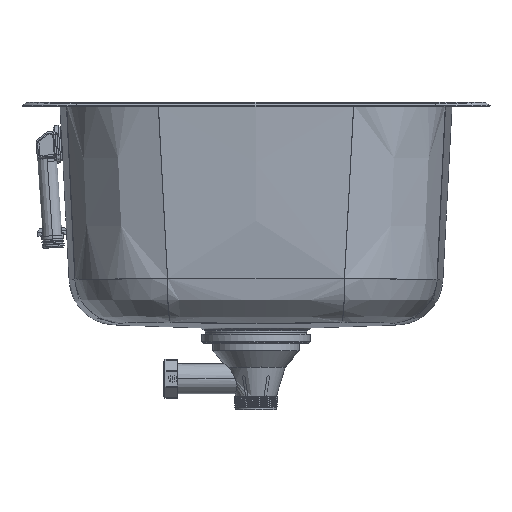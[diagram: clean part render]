
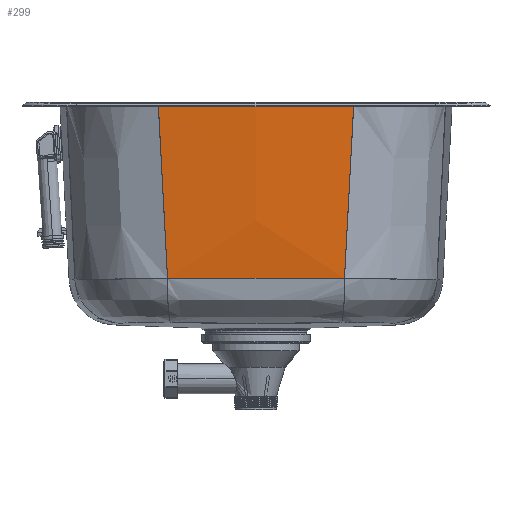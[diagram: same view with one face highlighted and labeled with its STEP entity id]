
A CAD part, left-side view. The second image highlights one B-rep face of the part: STEP entity #299.
In plain terms, the highlighted free-form (B-spline) face has degree [3, 3] with [5, 4] control points.
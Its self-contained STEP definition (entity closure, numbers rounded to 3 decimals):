
#299=ADVANCED_FACE('',(#2522),#33804,.T.);
#2522=FACE_OUTER_BOUND('',#4646,.T.);
#4646=EDGE_LOOP('',(#7123,#7124,#7125,#7126));
#7123=ORIENTED_EDGE('',*,*,#18321,.T.);
#7124=ORIENTED_EDGE('',*,*,#18314,.F.);
#7125=ORIENTED_EDGE('',*,*,#18308,.F.);
#7126=ORIENTED_EDGE('',*,*,#18316,.T.);
#18308=EDGE_CURVE('',#29633,#29634,#26059,.T.);
#18314=EDGE_CURVE('',#29634,#29635,#26063,.T.);
#18316=EDGE_CURVE('',#29633,#29636,#23894,.T.);
#18321=EDGE_CURVE('',#29636,#29635,#26066,.T.);
#23894=(
BOUNDED_CURVE()
B_SPLINE_CURVE(3,(#49591,#49592,#49593,#49594,#49595,#49596,#49597,#49598,
#49599,#49600,#49601,#49602,#49603,#49604,#49605,#49606,#49607,#49608,#49609,
#49610,#49611,#49612,#49613,#49614,#49615),.UNSPECIFIED.,.F.,.F.)
B_SPLINE_CURVE_WITH_KNOTS((4,3,3,3,3,3,3,3,4),(-212.885,-183.942,
-155.785,-129.044,-103.591,-78.03,
-52.499,-26.968,0.),.UNSPECIFIED.)
CURVE()
GEOMETRIC_REPRESENTATION_ITEM()
RATIONAL_B_SPLINE_CURVE((1.,1.05,1.103,1.159,
1.159,1.159,1.159,1.159,1.159,
1.159,1.159,1.159,1.159,1.159,
1.159,1.159,1.159,1.159,1.159,
1.159,1.159,1.159,1.103,1.05,
1.))
REPRESENTATION_ITEM('')
);
#26059=B_SPLINE_CURVE_WITH_KNOTS('',3,(#49478,#49479,#49480,#49481),
 .UNSPECIFIED.,.F.,.F.,(4,4),(0.,189.2),.UNSPECIFIED.);
#26063=B_SPLINE_CURVE_WITH_KNOTS('',3,(#49570,#49571,#49572,#49573,#49574,
#49575,#49576,#49577,#49578,#49579,#49580,#49581,#49582,#49583,#49584,#49585,
#49586,#49587),.UNSPECIFIED.,.F.,.F.,(4,2,2,2,2,2,2,2,4),(0.,48.185,
72.277,96.37,144.555,150.578,156.601,
168.647,192.74),.UNSPECIFIED.);
#26066=B_SPLINE_CURVE_WITH_KNOTS('',3,(#49726,#49727,#49728,#49729),
 .UNSPECIFIED.,.F.,.F.,(4,4),(-189.2,0.),.UNSPECIFIED.);
#29633=VERTEX_POINT('',#47402);
#29634=VERTEX_POINT('',#47403);
#29635=VERTEX_POINT('',#47404);
#29636=VERTEX_POINT('',#47405);
#33804=B_SPLINE_SURFACE_WITH_KNOTS('',3,3,((#44945,#44946,#44947,#44948),
(#44949,#44950,#44951,#44952),(#44953,#44954,#44955,#44956),(#44957,#44958,
#44959,#44960),(#44961,#44962,#44963,#44964)),.UNSPECIFIED.,.F.,.F.,.F.,
(4,1,4),(4,4),(0.,110.801,221.603),(0.,197.129),
 .UNSPECIFIED.);
#44945=CARTESIAN_POINT('',(741.965,14.324,125.85));
#44946=CARTESIAN_POINT('',(745.388,14.661,60.231));
#44947=CARTESIAN_POINT('',(748.811,14.997,-5.388));
#44948=CARTESIAN_POINT('',(752.234,15.334,-71.008));
#44949=CARTESIAN_POINT('',(738.355,51.051,125.85));
#44950=CARTESIAN_POINT('',(741.789,51.276,60.231));
#44951=CARTESIAN_POINT('',(745.224,51.501,-5.388));
#44952=CARTESIAN_POINT('',(748.658,51.726,-71.008));
#44953=CARTESIAN_POINT('',(734.737,124.86,125.85));
#44954=CARTESIAN_POINT('',(738.18,124.86,60.231));
#44955=CARTESIAN_POINT('',(741.624,124.86,-5.388));
#44956=CARTESIAN_POINT('',(745.068,124.86,-71.008));
#44957=CARTESIAN_POINT('',(738.355,198.668,125.85));
#44958=CARTESIAN_POINT('',(741.789,198.444,60.231));
#44959=CARTESIAN_POINT('',(745.224,198.219,-5.388));
#44960=CARTESIAN_POINT('',(748.658,197.994,-71.008));
#44961=CARTESIAN_POINT('',(741.965,235.396,125.85));
#44962=CARTESIAN_POINT('',(745.388,235.059,60.231));
#44963=CARTESIAN_POINT('',(748.811,234.723,-5.388));
#44964=CARTESIAN_POINT('',(752.234,234.386,-71.008));
#47402=CARTESIAN_POINT('',(741.754,18.581,122.065));
#47403=CARTESIAN_POINT('',(750.78,28.614,-66.653));
#47404=CARTESIAN_POINT('',(750.78,221.106,-66.653));
#47405=CARTESIAN_POINT('',(741.754,231.138,122.065));
#49478=CARTESIAN_POINT('',(741.754,18.581,122.065));
#49479=CARTESIAN_POINT('',(744.77,21.937,58.763));
#49480=CARTESIAN_POINT('',(747.778,25.281,-4.143));
#49481=CARTESIAN_POINT('',(750.78,28.614,-66.653));
#49570=CARTESIAN_POINT('',(750.78,28.614,-66.653));
#49571=CARTESIAN_POINT('',(749.338,45.444,-66.845));
#49572=CARTESIAN_POINT('',(748.315,61.83,-66.988));
#49573=CARTESIAN_POINT('',(747.316,85.714,-67.129));
#49574=CARTESIAN_POINT('',(747.066,93.747,-67.165));
#49575=CARTESIAN_POINT('',(746.739,109.639,-67.211));
#49576=CARTESIAN_POINT('',(746.661,117.55,-67.223));
#49577=CARTESIAN_POINT('',(746.672,141.174,-67.221));
#49578=CARTESIAN_POINT('',(747.01,157.035,-67.172));
#49579=CARTESIAN_POINT('',(747.781,175.06,-67.064));
#49580=CARTESIAN_POINT('',(747.867,176.958,-67.051));
#49581=CARTESIAN_POINT('',(748.056,180.88,-67.025));
#49582=CARTESIAN_POINT('',(748.155,182.847,-67.011));
#49583=CARTESIAN_POINT('',(748.471,188.772,-66.967));
#49584=CARTESIAN_POINT('',(748.703,192.749,-66.935));
#49585=CARTESIAN_POINT('',(749.471,204.762,-66.829));
#49586=CARTESIAN_POINT('',(750.075,212.88,-66.747));
#49587=CARTESIAN_POINT('',(750.78,221.106,-66.653));
#49591=CARTESIAN_POINT('',(741.754,18.581,122.065));
#49592=CARTESIAN_POINT('',(740.846,28.185,122.065));
#49593=CARTESIAN_POINT('',(740.062,37.802,122.065));
#49594=CARTESIAN_POINT('',(739.401,47.426,122.065));
#49595=CARTESIAN_POINT('',(738.758,56.789,122.065));
#49596=CARTESIAN_POINT('',(738.231,66.16,122.065));
#49597=CARTESIAN_POINT('',(737.821,75.537,122.065));
#49598=CARTESIAN_POINT('',(737.432,84.441,122.065));
#49599=CARTESIAN_POINT('',(737.149,93.35,122.065));
#49600=CARTESIAN_POINT('',(736.97,102.261,122.065));
#49601=CARTESIAN_POINT('',(736.801,110.744,122.065));
#49602=CARTESIAN_POINT('',(736.727,119.228,122.065));
#49603=CARTESIAN_POINT('',(736.748,127.711,122.065));
#49604=CARTESIAN_POINT('',(736.769,136.231,122.065));
#49605=CARTESIAN_POINT('',(736.887,144.751,122.065));
#49606=CARTESIAN_POINT('',(737.102,153.268,122.065));
#49607=CARTESIAN_POINT('',(737.315,161.775,122.065));
#49608=CARTESIAN_POINT('',(737.626,170.279,122.065));
#49609=CARTESIAN_POINT('',(738.032,178.78,122.065));
#49610=CARTESIAN_POINT('',(738.438,187.28,122.065));
#49611=CARTESIAN_POINT('',(738.94,195.775,122.065));
#49612=CARTESIAN_POINT('',(739.538,204.264,122.065));
#49613=CARTESIAN_POINT('',(740.17,213.23,122.065));
#49614=CARTESIAN_POINT('',(740.908,222.19,122.065));
#49615=CARTESIAN_POINT('',(741.754,231.138,122.065));
#49726=CARTESIAN_POINT('',(741.754,231.138,122.065));
#49727=CARTESIAN_POINT('',(744.771,227.781,58.735));
#49728=CARTESIAN_POINT('',(747.78,224.437,-4.171));
#49729=CARTESIAN_POINT('',(750.78,221.106,-66.653));
